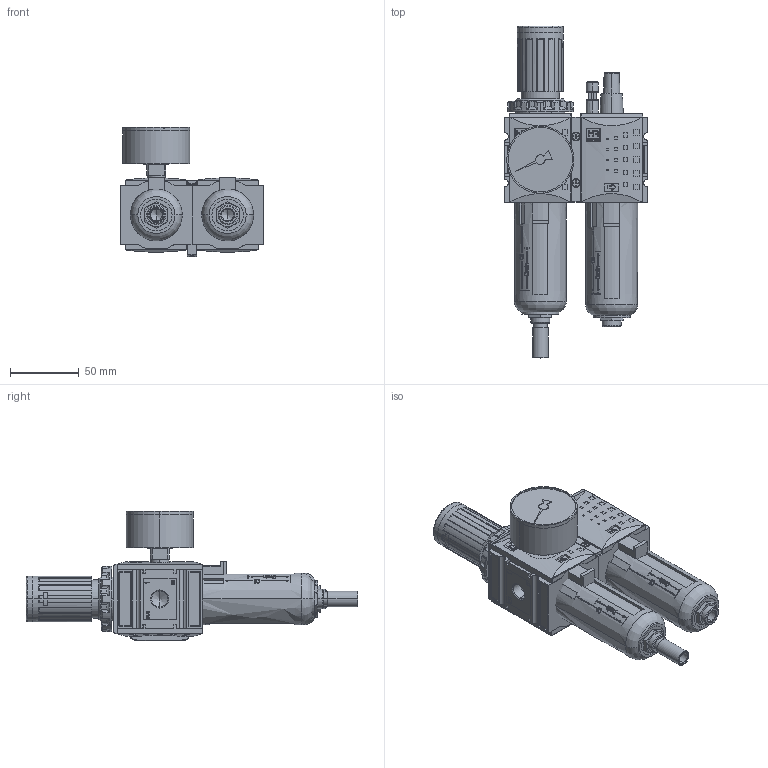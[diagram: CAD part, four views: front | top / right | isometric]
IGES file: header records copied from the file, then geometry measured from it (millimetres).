
Start section: SolidWorks IGES file using analytic representation for surfaces
Global section: file name: KS2U-114_8 AM G.IGS; native system: SolidWorks 2013; preprocessor: SolidWorks 2013; author: technolog; date: 140109.115352; units: millimetre
Bounding box: 104 x 242 x 94.1 mm (x, y, z)
Volume: 597768 mm3; surface area: 146554.4 mm2
Topology: 31 solids, 31 shells, 2882 faces, 15726 edges, 20235 vertices
Faces by surface type: plane 1557, revolution 1091, bspline 234
